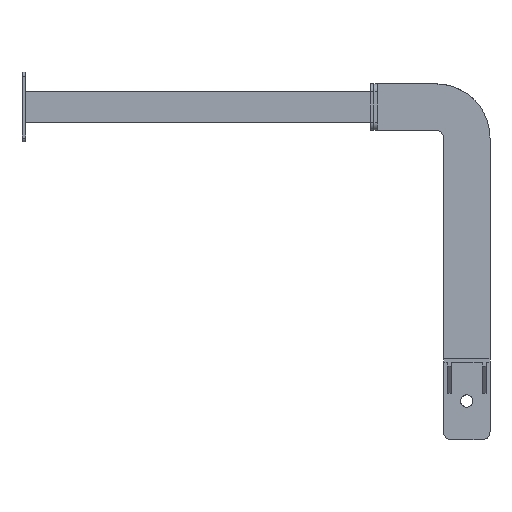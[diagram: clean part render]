
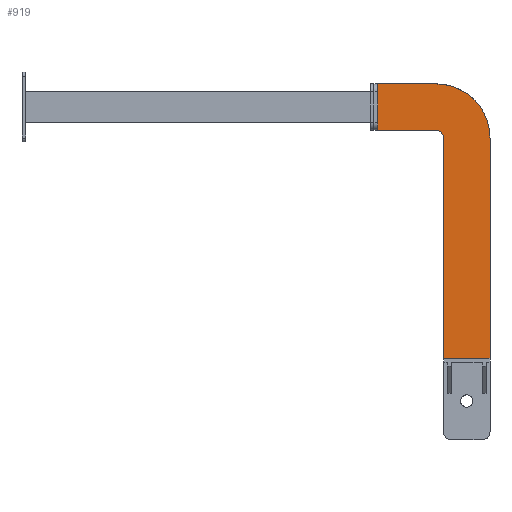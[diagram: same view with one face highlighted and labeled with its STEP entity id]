
A CAD part, left-side view. The second image highlights one B-rep face of the part: STEP entity #919.
In plain terms, the highlighted free-form (B-spline) face has degree [1, 1] with [2, 2] control points.
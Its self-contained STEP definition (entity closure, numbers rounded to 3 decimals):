
#685 = VERTEX_POINT('',#686);
#686 = CARTESIAN_POINT('',(292.194,280.881,
    254.771));
#691 = EDGE_CURVE('',#685,#692,#694,.T.);
#692 = VERTEX_POINT('',#693);
#693 = CARTESIAN_POINT('',(292.194,280.881,
    629.83));
#694 = B_SPLINE_CURVE_WITH_KNOTS('',1,(#695,#696),.UNSPECIFIED.,.F.,.F.,
  (2,2),(5.,290.),.PIECEWISE_BEZIER_KNOTS.);
#695 = CARTESIAN_POINT('',(292.194,280.881,
    254.771));
#696 = CARTESIAN_POINT('',(292.194,280.881,
    629.83));
#797 = VERTEX_POINT('',#798);
#798 = CARTESIAN_POINT('',(292.194,201.921,
    629.83));
#803 = EDGE_CURVE('',#797,#804,#806,.T.);
#804 = VERTEX_POINT('',#805);
#805 = CARTESIAN_POINT('',(292.194,201.921,
    254.771));
#806 = B_SPLINE_CURVE_WITH_KNOTS('',1,(#807,#808),.UNSPECIFIED.,.F.,.F.,
  (2,2),(-290.,-5.),.PIECEWISE_BEZIER_KNOTS.);
#807 = CARTESIAN_POINT('',(292.194,201.921,
    629.83));
#808 = CARTESIAN_POINT('',(292.194,201.921,
    254.771));
#919 = ADVANCED_FACE('',(#920),#964,.T.);
#920 = FACE_BOUND('',#921,.T.);
#921 = EDGE_LOOP('',(#922,#927,#928,#936,#943,#950,#957,#963));
#922 = ORIENTED_EDGE('',*,*,#923,.F.);
#923 = EDGE_CURVE('',#804,#685,#924,.T.);
#924 = B_SPLINE_CURVE_WITH_KNOTS('',1,(#925,#926),.UNSPECIFIED.,.F.,.F.,
  (2,2),(7.071,67.071),.PIECEWISE_BEZIER_KNOTS.);
#925 = CARTESIAN_POINT('',(292.194,201.921,
    254.771));
#926 = CARTESIAN_POINT('',(292.194,280.881,
    254.771));
#927 = ORIENTED_EDGE('',*,*,#803,.F.);
#928 = ORIENTED_EDGE('',*,*,#929,.F.);
#929 = EDGE_CURVE('',#930,#797,#932,.T.);
#930 = VERTEX_POINT('',#931);
#931 = CARTESIAN_POINT('',(292.194,294.041,
    721.95));
#932 = ( BOUNDED_CURVE() B_SPLINE_CURVE(2,(#933,#934,#935),
.UNSPECIFIED.,.F.,.F.) B_SPLINE_CURVE_WITH_KNOTS((3,3),(0.,
1.571),.PIECEWISE_BEZIER_KNOTS.) CURVE() 
GEOMETRIC_REPRESENTATION_ITEM() RATIONAL_B_SPLINE_CURVE((1.,
0.707,1.)) REPRESENTATION_ITEM('') );
#933 = CARTESIAN_POINT('',(292.194,294.041,
    721.95));
#934 = CARTESIAN_POINT('',(292.194,201.921,
    721.95));
#935 = CARTESIAN_POINT('',(292.194,201.921,
    629.83));
#936 = ORIENTED_EDGE('',*,*,#937,.F.);
#937 = EDGE_CURVE('',#938,#930,#940,.T.);
#938 = VERTEX_POINT('',#939);
#939 = CARTESIAN_POINT('',(292.194,392.741,
    721.95));
#940 = B_SPLINE_CURVE_WITH_KNOTS('',1,(#941,#942),.UNSPECIFIED.,.F.,.F.,
  (2,2),(-75.,0.),.PIECEWISE_BEZIER_KNOTS.);
#941 = CARTESIAN_POINT('',(292.194,392.741,
    721.95));
#942 = CARTESIAN_POINT('',(292.194,294.041,
    721.95));
#943 = ORIENTED_EDGE('',*,*,#944,.F.);
#944 = EDGE_CURVE('',#945,#938,#947,.T.);
#945 = VERTEX_POINT('',#946);
#946 = CARTESIAN_POINT('',(292.194,392.741,
    642.99));
#947 = B_SPLINE_CURVE_WITH_KNOTS('',1,(#948,#949),.UNSPECIFIED.,.F.,.F.,
  (2,2),(0.,60.),.PIECEWISE_BEZIER_KNOTS.);
#948 = CARTESIAN_POINT('',(292.194,392.741,
    642.99));
#949 = CARTESIAN_POINT('',(292.194,392.741,
    721.95));
#950 = ORIENTED_EDGE('',*,*,#951,.F.);
#951 = EDGE_CURVE('',#952,#945,#954,.T.);
#952 = VERTEX_POINT('',#953);
#953 = CARTESIAN_POINT('',(292.194,294.041,
    642.99));
#954 = B_SPLINE_CURVE_WITH_KNOTS('',1,(#955,#956),.UNSPECIFIED.,.F.,.F.,
  (2,2),(0.,75.),.PIECEWISE_BEZIER_KNOTS.);
#955 = CARTESIAN_POINT('',(292.194,294.041,
    642.99));
#956 = CARTESIAN_POINT('',(292.194,392.741,
    642.99));
#957 = ORIENTED_EDGE('',*,*,#958,.F.);
#958 = EDGE_CURVE('',#692,#952,#959,.T.);
#959 = ( BOUNDED_CURVE() B_SPLINE_CURVE(2,(#960,#961,#962),
.UNSPECIFIED.,.F.,.F.) B_SPLINE_CURVE_WITH_KNOTS((3,3),(4.712,
6.283),.PIECEWISE_BEZIER_KNOTS.) CURVE() 
GEOMETRIC_REPRESENTATION_ITEM() RATIONAL_B_SPLINE_CURVE((1.,
0.707,1.)) REPRESENTATION_ITEM('') );
#960 = CARTESIAN_POINT('',(292.194,280.881,
    629.83));
#961 = CARTESIAN_POINT('',(292.194,280.881,
    642.99));
#962 = CARTESIAN_POINT('',(292.194,294.041,
    642.99));
#963 = ORIENTED_EDGE('',*,*,#691,.F.);
#964 = B_SPLINE_SURFACE_WITH_KNOTS('',1,1,(
    (#965,#966)
    ,(#967,#968
    )),.UNSPECIFIED.,.F.,.F.,.F.,(2,2),(2,2),(5.,360.),(201.882,
    346.882),.PIECEWISE_BEZIER_KNOTS.);
#965 = CARTESIAN_POINT('',(292.194,201.921,
    254.771));
#966 = CARTESIAN_POINT('',(292.194,392.741,
    254.771));
#967 = CARTESIAN_POINT('',(292.194,201.921,
    721.95));
#968 = CARTESIAN_POINT('',(292.194,392.741,
    721.95));
